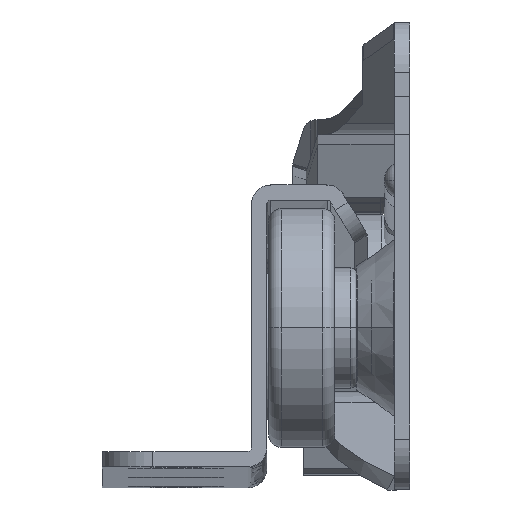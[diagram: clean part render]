
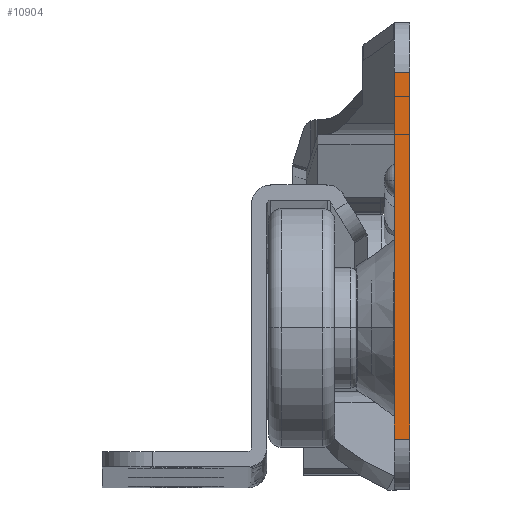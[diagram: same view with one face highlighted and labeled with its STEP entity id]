
A CAD part, top view. The second image highlights one B-rep face of the part: STEP entity #10904.
In plain terms, the highlighted planar face has unit normal (0, 0, 1).
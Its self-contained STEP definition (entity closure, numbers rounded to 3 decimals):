
#1 = EDGE_CURVE ( 'NONE', #9530, #11567, #2180, .T. ) ;
#1014 = VERTEX_POINT ( 'NONE', #8290 ) ;
#1117 = VECTOR ( 'NONE', #5760, 1000. ) ;
#1674 = DIRECTION ( 'NONE',  ( -1., 0., 0. ) ) ;
#2180 = LINE ( 'NONE', #14679, #1117 ) ;
#2194 = LINE ( 'NONE', #4571, #4733 ) ;
#2591 = CARTESIAN_POINT ( 'NONE',  ( 0., -14., 0. ) ) ;
#2782 = ORIENTED_EDGE ( 'NONE', *, *, #6730, .T. ) ;
#3594 = CARTESIAN_POINT ( 'NONE',  ( 0., 15., 0. ) ) ;
#3926 = ORIENTED_EDGE ( 'NONE', *, *, #13423, .T. ) ;
#4571 = CARTESIAN_POINT ( 'NONE',  ( -1.2, -14., 0. ) ) ;
#4733 = VECTOR ( 'NONE', #13720, 1000. ) ;
#4788 = FACE_OUTER_BOUND ( 'NONE', #11871, .T. ) ;
#4825 = ORIENTED_EDGE ( 'NONE', *, *, #9462, .T. ) ;
#5312 = LINE ( 'NONE', #10675, #11047 ) ;
#5760 = DIRECTION ( 'NONE',  ( 0., -1., 0. ) ) ;
#6579 = VERTEX_POINT ( 'NONE', #11333 ) ;
#6730 = EDGE_CURVE ( 'NONE', #9530, #6579, #5312, .T. ) ;
#7576 = CARTESIAN_POINT ( 'NONE',  ( -1.2, -18., 0. ) ) ;
#8290 = CARTESIAN_POINT ( 'NONE',  ( -1.2, -14., 0. ) ) ;
#9330 = PLANE ( 'NONE',  #10905 ) ;
#9462 = EDGE_CURVE ( 'NONE', #1014, #11567, #2194, .T. ) ;
#9530 = VERTEX_POINT ( 'NONE', #3594 ) ;
#9559 = VECTOR ( 'NONE', #14338, 1000. ) ;
#9672 = ORIENTED_EDGE ( 'NONE', *, *, #1, .F. ) ;
#9794 = LINE ( 'NONE', #7576, #9559 ) ;
#10234 = CARTESIAN_POINT ( 'NONE',  ( -1.2, -18., 0. ) ) ;
#10675 = CARTESIAN_POINT ( 'NONE',  ( -1.2, 15., 0. ) ) ;
#10904 = ADVANCED_FACE ( 'NONE', ( #4788 ), #9330, .T. ) ;
#10905 = AXIS2_PLACEMENT_3D ( 'NONE', #10234, #12525, #13877 ) ;
#11047 = VECTOR ( 'NONE', #1674, 1000. ) ;
#11333 = CARTESIAN_POINT ( 'NONE',  ( -1.2, 15., 0. ) ) ;
#11567 = VERTEX_POINT ( 'NONE', #2591 ) ;
#11871 = EDGE_LOOP ( 'NONE', ( #3926, #4825, #9672, #2782 ) ) ;
#12525 = DIRECTION ( 'NONE',  ( 0., 0., 1. ) ) ;
#13423 = EDGE_CURVE ( 'NONE', #6579, #1014, #9794, .T. ) ;
#13720 = DIRECTION ( 'NONE',  ( 1., 0., 0. ) ) ;
#13877 = DIRECTION ( 'NONE',  ( 1., 0., 0. ) ) ;
#14338 = DIRECTION ( 'NONE',  ( 0., -1., 0. ) ) ;
#14679 = CARTESIAN_POINT ( 'NONE',  ( 0., -18., 0. ) ) ;
